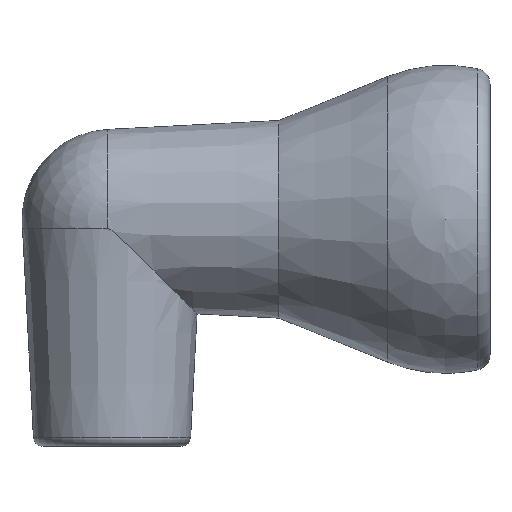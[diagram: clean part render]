
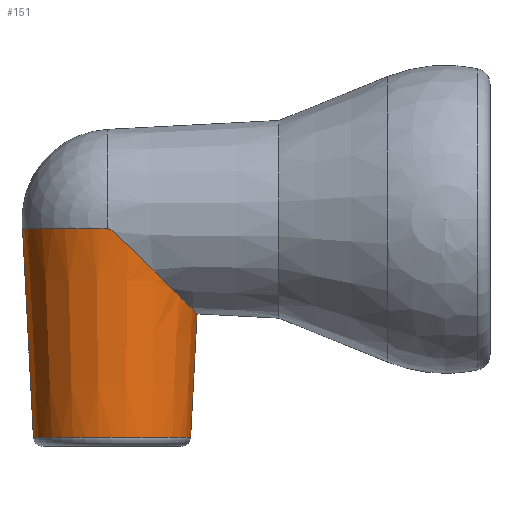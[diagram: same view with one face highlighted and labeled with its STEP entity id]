
A CAD part, front view. The second image highlights one B-rep face of the part: STEP entity #151.
In plain terms, the highlighted conical face has half-angle 3 degrees and reference radius 7.29 mm.
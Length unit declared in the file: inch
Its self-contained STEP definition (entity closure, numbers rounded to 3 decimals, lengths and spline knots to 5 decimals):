
#1 = EDGE_LOOP ( 'NONE', ( #224, #941, #205, #206, #207 ) ) ;
#2 = VERTEX_POINT ( 'NONE', #927 ) ;
#3 = VERTEX_POINT ( 'NONE', #928 ) ;
#33 = VERTEX_POINT ( 'NONE', #343 ) ;
#35 = EDGE_CURVE ( 'NONE', #3, #59, #342, .T. ) ;
#59 = VERTEX_POINT ( 'NONE', #360 ) ;
#60 = EDGE_CURVE ( 'NONE', #2, #33, #359, .T. ) ;
#110 = VERTEX_POINT ( 'NONE', #497 ) ;
#112 = EDGE_CURVE ( 'NONE', #59, #110, #567, .T. ) ;
#151 = ADVANCED_FACE ( 'NONE', ( #611 ), #610, .T. ) ;
#170 = EDGE_CURVE ( 'NONE', #110, #33, #645, .T. ) ;
#204 = EDGE_CURVE ( 'NONE', #2, #3, #710, .T. ) ;
#205 = ORIENTED_EDGE ( 'NONE', *, *, #35, .T. ) ;
#206 = ORIENTED_EDGE ( 'NONE', *, *, #112, .T. ) ;
#207 = ORIENTED_EDGE ( 'NONE', *, *, #170, .T. ) ;
#224 = ORIENTED_EDGE ( 'NONE', *, *, #60, .F. ) ;
#339 = DIRECTION ( 'NONE',  ( 0.052, 0., 0.999 ) ) ;
#340 = VECTOR ( 'NONE', #339, 39.37008 ) ;
#341 = CARTESIAN_POINT ( 'NONE',  ( -0.918, 0., 0. ) ) ;
#342 = LINE ( 'NONE', #341, #340 ) ;
#343 = CARTESIAN_POINT ( 'NONE',  ( -1.49043, 0., -0.03 ) ) ;
#359 = LINE ( 'NONE', #390, #389 ) ;
#360 = CARTESIAN_POINT ( 'NONE',  ( -0.9338, 0., -0.30146 ) ) ;
#388 = DIRECTION ( 'NONE',  ( -0.052, 0., 0.999 ) ) ;
#389 = VECTOR ( 'NONE', #388, 39.37008 ) ;
#390 = CARTESIAN_POINT ( 'NONE',  ( -1.492, 0., 0. ) ) ;
#497 = CARTESIAN_POINT ( 'NONE',  ( -1.21988, -0.28504, -0.03 ) ) ;
#530 = CARTESIAN_POINT ( 'NONE',  ( -1.21705, -0.28519, -0.03 ) ) ;
#531 = CARTESIAN_POINT ( 'NONE',  ( -1.21429, -0.28524, -0.03085 ) ) ;
#532 = CARTESIAN_POINT ( 'NONE',  ( -1.20923, -0.28524, -0.03326 ) ) ;
#533 = CARTESIAN_POINT ( 'NONE',  ( -1.20689, -0.28518, -0.03478 ) ) ;
#534 = CARTESIAN_POINT ( 'NONE',  ( -1.20004, -0.28491, -0.03967 ) ) ;
#535 = CARTESIAN_POINT ( 'NONE',  ( -1.19577, -0.28461, -0.04333 ) ) ;
#536 = CARTESIAN_POINT ( 'NONE',  ( -1.18317, -0.28343, -0.05446 ) ) ;
#537 = CARTESIAN_POINT ( 'NONE',  ( -1.17508, -0.28228, -0.06219 ) ) ;
#538 = CARTESIAN_POINT ( 'NONE',  ( -1.151, -0.2778, -0.08535 ) ) ;
#539 = CARTESIAN_POINT ( 'NONE',  ( -1.13528, -0.27344, -0.10088 ) ) ;
#540 = CARTESIAN_POINT ( 'NONE',  ( -1.10443, -0.26195, -0.1314 ) ) ;
#541 = CARTESIAN_POINT ( 'NONE',  ( -1.08925, -0.25477, -0.14648 ) ) ;
#542 = CARTESIAN_POINT ( 'NONE',  ( -1.06004, -0.23759, -0.17553 ) ) ;
#543 = CARTESIAN_POINT ( 'NONE',  ( -1.04599, -0.22759, -0.18953 ) ) ;
#544 = CARTESIAN_POINT ( 'NONE',  ( -1.02583, -0.21014, -0.20962 ) ) ;
#545 = CARTESIAN_POINT ( 'NONE',  ( -1.01927, -0.20392, -0.21617 ) ) ;
#546 = CARTESIAN_POINT ( 'NONE',  ( -1.00649, -0.19054, -0.22891 ) ) ;
#547 = CARTESIAN_POINT ( 'NONE',  ( -1.0003, -0.18341, -0.23508 ) ) ;
#548 = CARTESIAN_POINT ( 'NONE',  ( -0.98271, -0.16091, -0.25264 ) ) ;
#549 = CARTESIAN_POINT ( 'NONE',  ( -0.97214, -0.14437, -0.26318 ) ) ;
#550 = CARTESIAN_POINT ( 'NONE',  ( -0.95851, -0.11663, -0.27679 ) ) ;
#551 = CARTESIAN_POINT ( 'NONE',  ( -0.95438, -0.10694, -0.28092 ) ) ;
#552 = CARTESIAN_POINT ( 'NONE',  ( -0.94718, -0.087, -0.28811 ) ) ;
#561 = CARTESIAN_POINT ( 'NONE',  ( -0.94408, -0.07669, -0.2912 ) ) ;
#562 = CARTESIAN_POINT ( 'NONE',  ( -0.939, -0.05534, -0.29627 ) ) ;
#563 = CARTESIAN_POINT ( 'NONE',  ( -0.93705, -0.04435, -0.29822 ) ) ;
#564 = CARTESIAN_POINT ( 'NONE',  ( -0.93446, -0.02233, -0.30081 ) ) ;
#565 = CARTESIAN_POINT ( 'NONE',  ( -0.9338, -0.01121, -0.30146 ) ) ;
#566 = CARTESIAN_POINT ( 'NONE',  ( -0.9338, 0., -0.30146 ) ) ;
#567 = B_SPLINE_CURVE_WITH_KNOTS ( 'NONE', 3,
 ( #566, #565, #564, #563, #562, #561, #552, #551, #550, #549, #548, #547, #546, #545, #544, #543, #542, #541, #540, #539, #538, #537, #536, #535, #534, #533, #532, #531, #530, #598 ),
 .UNSPECIFIED., .F., .F.,
 ( 4, 2, 2, 2, 2, 2, 2, 2, 2, 2, 2, 2, 2, 2, 4 ),
 ( 0.01424, 0.0151, 0.01596, 0.01682, 0.01768, 0.01939, 0.02025, 0.02111, 0.02283, 0.02455, 0.02627, 0.02713, 0.02756, 0.02777, 0.02799 ),
 .UNSPECIFIED. ) ;
#598 = CARTESIAN_POINT ( 'NONE',  ( -1.21988, -0.28504, -0.03 ) ) ;
#605 = DIRECTION ( 'NONE',  ( 1., 0., 0. ) ) ;
#606 = DIRECTION ( 'NONE',  ( 0., 0., 1. ) ) ;
#607 = CARTESIAN_POINT ( 'NONE',  ( -1.205, 0., 0. ) ) ;
#608 = AXIS2_PLACEMENT_3D ( 'NONE', #607, #606, #605 ) ;
#610 = CONICAL_SURFACE ( 'NONE', #608, 0.287, 0.052 ) ;
#611 = FACE_OUTER_BOUND ( 'NONE', #1, .T. ) ;
#641 = DIRECTION ( 'NONE',  ( 1., 0., 0. ) ) ;
#642 = DIRECTION ( 'NONE',  ( 0., 0., -1. ) ) ;
#643 = CARTESIAN_POINT ( 'NONE',  ( -1.205, 0., -0.03 ) ) ;
#644 = AXIS2_PLACEMENT_3D ( 'NONE', #643, #642, #641 ) ;
#645 = CIRCLE ( 'NONE', #644, 0.28543 ) ;
#706 = DIRECTION ( 'NONE',  ( 1., 0., 0. ) ) ;
#707 = DIRECTION ( 'NONE',  ( 0., 0., 1. ) ) ;
#708 = CARTESIAN_POINT ( 'NONE',  ( -1.205, 0., -0.69462 ) ) ;
#709 = AXIS2_PLACEMENT_3D ( 'NONE', #708, #707, #706 ) ;
#710 = CIRCLE ( 'NONE', #709, 0.2506 ) ;
#927 = CARTESIAN_POINT ( 'NONE',  ( -1.4556, 0., -0.69462 ) ) ;
#928 = CARTESIAN_POINT ( 'NONE',  ( -0.9544, 0., -0.69462 ) ) ;
#941 = ORIENTED_EDGE ( 'NONE', *, *, #204, .T. ) ;
